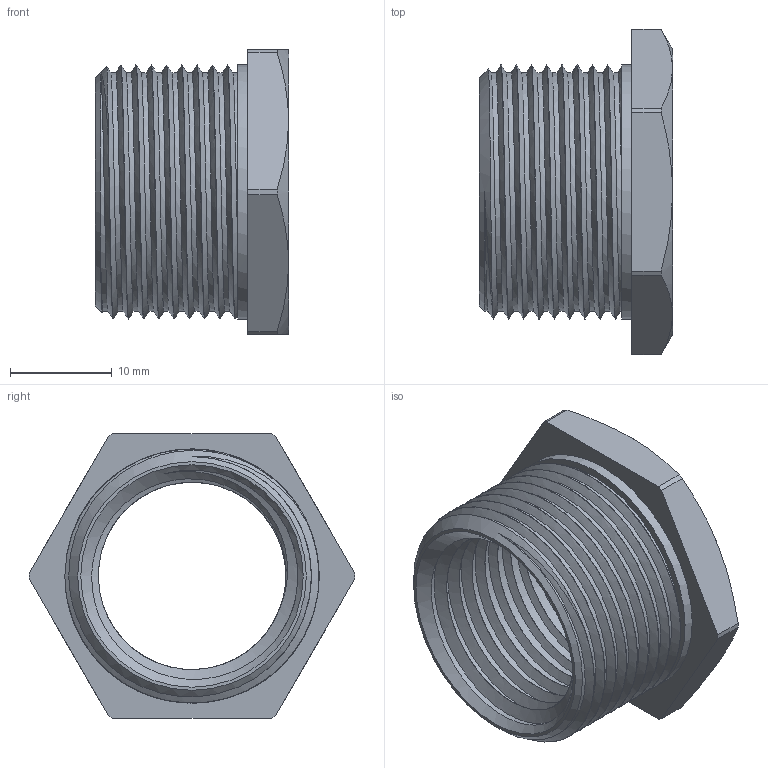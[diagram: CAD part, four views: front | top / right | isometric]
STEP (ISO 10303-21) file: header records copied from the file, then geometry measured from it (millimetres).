
FILE_DESCRIPTION(/* description */ ('Adapter Metall Ex M 25x1,5 / NPT 1/2"'),/* implementation_level */ '2;1');
FILE_NAME(/* name */ 'RX744714-RST.stp',/* time_stamp */ '2021-11-16T10:35:04+01:00',/* author */ ('sl'),/* organization */ (''),/* preprocessor_version */ 'ST-DEVELOPER v16.5',/* originating_system */ 'Autodesk Inventor 2017',/* authorisation */ '');
FILE_SCHEMA (('AUTOMOTIVE_DESIGN { 1 0 10303 214 3 1 1 }'));
Length unit declared in the file: millimetre
Products named in the file (1): RX744714
Bounding box: 19 x 32.05 x 28 mm (x, y, z)
Volume: 3453 mm3; surface area: 4504 mm2
Topology: 1 solids, 1 shells, 41 faces, 108 edges, 70 vertices
Faces by surface type: cylinder 16, cone 10, plane 10, bspline 5
Full cylindrical faces by diameter (mm): 25 x8
Entity records: 5163 total; most frequent: CARTESIAN_POINT 4421, ORIENTED_EDGE 152, DIRECTION 136, EDGE_CURVE 76, AXIS2_PLACEMENT_3D 59, VERTEX_POINT 50, EDGE_LOOP 40, FACE_OUTER_BOUND 33
